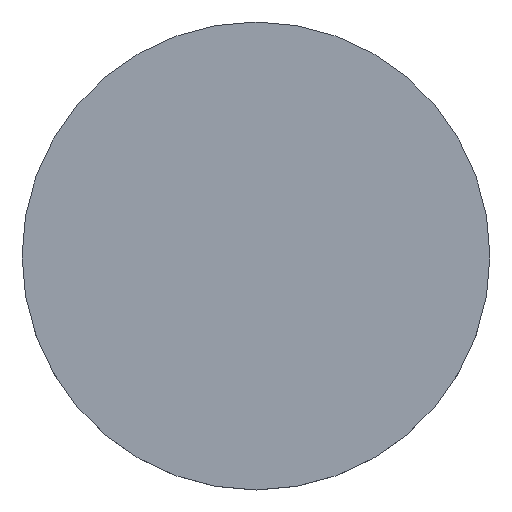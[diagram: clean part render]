
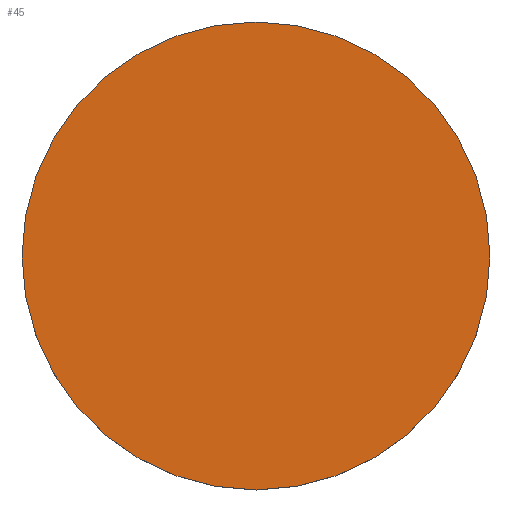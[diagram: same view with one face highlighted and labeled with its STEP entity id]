
A CAD part, top view. The second image highlights one B-rep face of the part: STEP entity #45.
In plain terms, the highlighted planar face has unit normal (0, 0, 1).
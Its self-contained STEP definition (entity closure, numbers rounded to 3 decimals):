
#45=ADVANCED_FACE('',(#93),#94,.T.);
#47=VERTEX_POINT('',#96);
#55=EDGE_CURVE('',#57,#47,#104,.T.);
#57=VERTEX_POINT('',#106);
#67=EDGE_CURVE('',#47,#57,#117,.T.);
#93=FACE_OUTER_BOUND('',#134,.T.);
#94=PLANE('',#135);
#96=CARTESIAN_POINT('',(-9.0,0.,2.0));
#104=CIRCLE('',#149,9.0);
#106=CARTESIAN_POINT('',(9.0,0.0,2.0));
#117=CIRCLE('',#164,9.0);
#134=EDGE_LOOP('',(#184,#185));
#135=AXIS2_PLACEMENT_3D('',#186,#187,#188);
#149=AXIS2_PLACEMENT_3D('',#192,#193,#194);
#164=AXIS2_PLACEMENT_3D('',#206,#207,#208);
#184=ORIENTED_EDGE('',*,*,#55,.T.);
#185=ORIENTED_EDGE('',*,*,#67,.T.);
#186=CARTESIAN_POINT('',(0.0,0.0,2.0));
#187=DIRECTION('',(0.0,0.0,1.0));
#188=DIRECTION('',(1.0,0.0,0.0));
#192=CARTESIAN_POINT('',(0.0,0.0,2.0));
#193=DIRECTION('',(0.0,0.0,1.0));
#194=DIRECTION('',(1.0,0.0,0.0));
#206=CARTESIAN_POINT('',(0.0,0.0,2.0));
#207=DIRECTION('',(0.0,0.0,1.0));
#208=DIRECTION('',(1.0,0.0,0.0));
